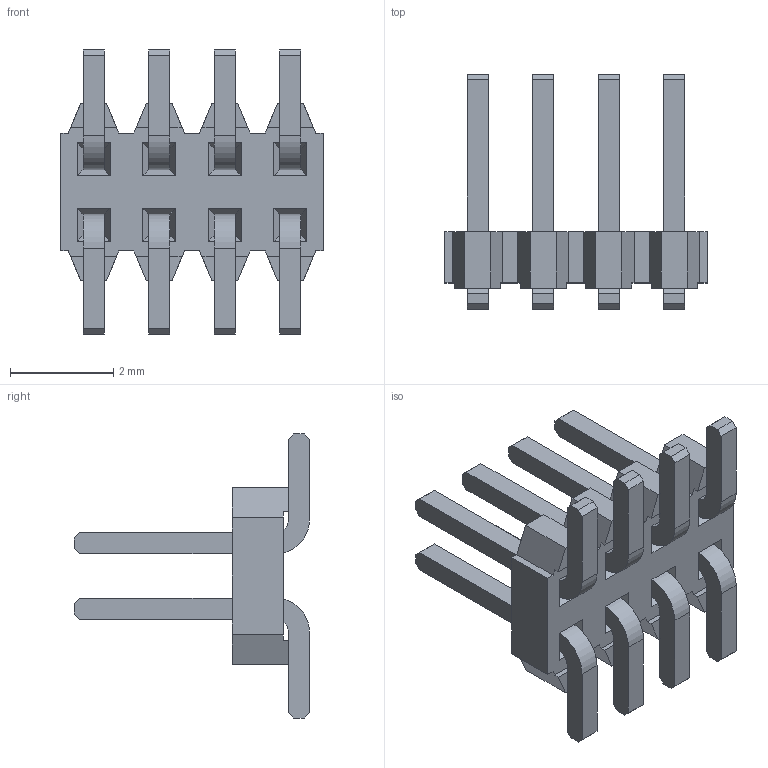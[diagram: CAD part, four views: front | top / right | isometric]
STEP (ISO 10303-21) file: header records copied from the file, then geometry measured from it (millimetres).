
FILE_DESCRIPTION(('FreeCAD Model'),'2;1');
FILE_NAME('20021121-00008C4LF_custom.stp','2020-03-08T14:29:03', (''),(''),'Open CASCADE STEP processor 7.3','FreeCAD','Unknown');
FILE_SCHEMA(('AUTOMOTIVE_DESIGN { 1 0 10303 214 1 1 1 1 }'));
Length unit declared in the file: millimetre
Products named in the file (3): 20021121-00008C4LF; _20021121-00008C4LF-pins; Shell001_(Solid)
Assembly tree (2 placements, depth 2):
  20021121-00008C4LF
    _20021121-00008C4LF-pins
    Shell001_(Solid)
Bounding box: 5.08 x 4.55 x 5.5 mm (x, y, z)
Volume: 8.9 mm3; surface area: 158.7 mm2
Topology: 1 solids, 2 shells, 244 faces, 712 edges, 472 vertices
Faces by surface type: plane 227, cylinder 16, bspline 1
Entity records: 19493 total; most frequent: CARTESIAN_POINT 5401, DIRECTION 2568, LINE 1980, VECTOR 1980, ORIENTED_EDGE 1392, PCURVE 1392, DEFINITIONAL_REPRESENTATION 1392, EDGE_CURVE 712
